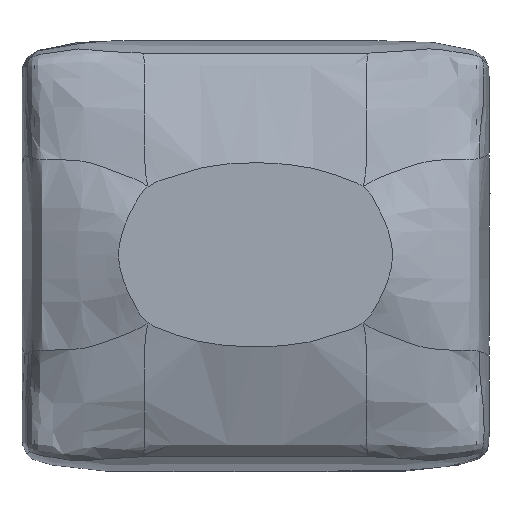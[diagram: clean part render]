
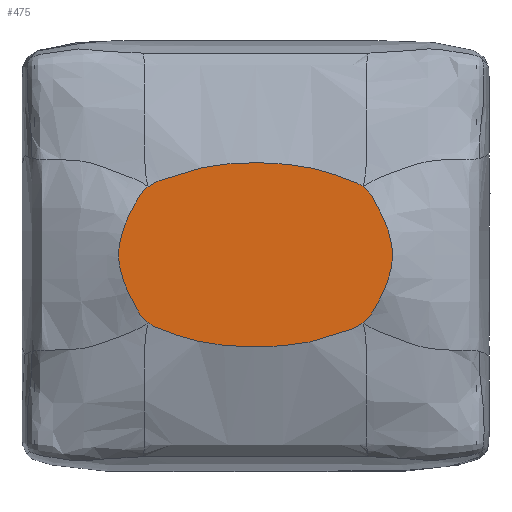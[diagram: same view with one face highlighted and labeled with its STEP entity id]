
A CAD part, top view. The second image highlights one B-rep face of the part: STEP entity #475.
In plain terms, the highlighted face is planar.
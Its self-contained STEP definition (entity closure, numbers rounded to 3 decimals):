
#98=LINE('',#1212,#110);
#100=LINE('',#1216,#112);
#102=LINE('',#1220,#114);
#103=LINE('',#1221,#115);
#110=VECTOR('',#590,10.);
#112=VECTOR('',#594,10.);
#114=VECTOR('',#598,10.);
#115=VECTOR('',#599,10.);
#137=PLANE('',#557);
#149=FACE_OUTER_BOUND('',#181,.T.);
#181=EDGE_LOOP('',(#356,#357,#358,#359));
#226=VERTEX_POINT('',#1209);
#227=VERTEX_POINT('',#1211);
#228=VERTEX_POINT('',#1215);
#229=VERTEX_POINT('',#1219);
#273=EDGE_CURVE('',#226,#227,#98,.T.);
#275=EDGE_CURVE('',#228,#227,#100,.T.);
#277=EDGE_CURVE('',#229,#226,#102,.T.);
#278=EDGE_CURVE('',#229,#228,#103,.T.);
#356=ORIENTED_EDGE('',*,*,#277,.F.);
#357=ORIENTED_EDGE('',*,*,#278,.T.);
#358=ORIENTED_EDGE('',*,*,#275,.T.);
#359=ORIENTED_EDGE('',*,*,#273,.F.);
#475=ADVANCED_FACE('',(#149),#137,.F.);
#557=AXIS2_PLACEMENT_3D('',#1218,#596,#597);
#590=DIRECTION('',(0.,1.,0.));
#594=DIRECTION('',(0.,0.,1.));
#596=DIRECTION('center_axis',(-1.,0.,0.));
#597=DIRECTION('ref_axis',(0.,0.,1.));
#598=DIRECTION('',(0.,0.,1.));
#599=DIRECTION('',(0.,1.,0.));
#1209=CARTESIAN_POINT('',(75.,0.,22.5));
#1211=CARTESIAN_POINT('',(75.,35.,22.5));
#1212=CARTESIAN_POINT('',(75.,0.,22.5));
#1215=CARTESIAN_POINT('',(75.,35.,-7.5));
#1216=CARTESIAN_POINT('',(75.,35.,-7.5));
#1218=CARTESIAN_POINT('Origin',(75.,0.,-7.5));
#1219=CARTESIAN_POINT('',(75.,0.,-7.5));
#1220=CARTESIAN_POINT('',(75.,0.,-7.5));
#1221=CARTESIAN_POINT('',(75.,0.,-7.5));
